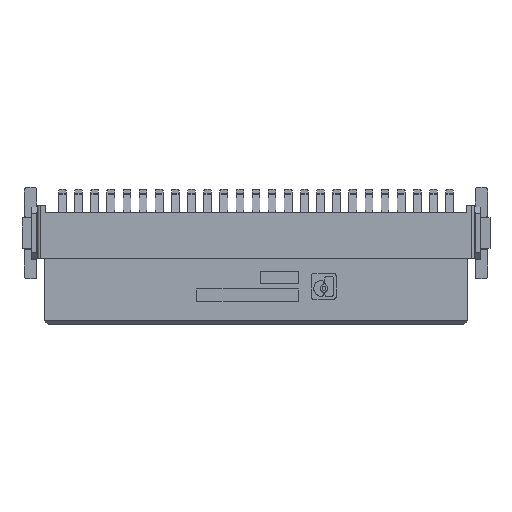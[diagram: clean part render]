
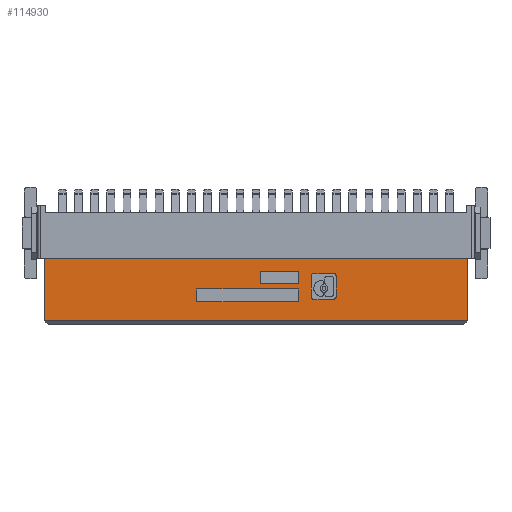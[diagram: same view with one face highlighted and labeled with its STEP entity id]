
A CAD part, top view. The second image highlights one B-rep face of the part: STEP entity #114930.
In plain terms, the highlighted face is planar.
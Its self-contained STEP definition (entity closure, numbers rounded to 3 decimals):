
#17150=CARTESIAN_POINT('',(-16.65,1.5,9.2));
#17160=VERTEX_POINT('',#17150);
#28390=CARTESIAN_POINT('',(16.75,1.5,9.2));
#28400=DIRECTION('',(1.,0.,0.));
#28410=VECTOR('',#28400,1000.);
#28420=LINE('',#28390,#28410);
#28430=CARTESIAN_POINT('',(16.65,1.5,9.2));
#28440=VERTEX_POINT('',#28430);
#28450=EDGE_CURVE('',#17160,#28440,#28420,.T.);
#35890=CARTESIAN_POINT('',(-16.65,1.5,4.3));
#35900=VERTEX_POINT('',#35890);
#35930=CARTESIAN_POINT('',(-16.65,1.5,4.3));
#35940=DIRECTION('',(0.,0.,1.));
#35950=VECTOR('',#35940,1000.);
#35960=LINE('',#35930,#35950);
#35970=EDGE_CURVE('',#35900,#17160,#35960,.T.);
#108840=CARTESIAN_POINT('',(16.65,1.5,4.3));
#108850=VERTEX_POINT('',#108840);
#108880=CARTESIAN_POINT('',(16.75,1.5,4.3));
#108890=DIRECTION('',(-1.,0.,0.));
#108900=VECTOR('',#108890,1000.);
#108910=LINE('',#108880,#108900);
#108920=EDGE_CURVE('',#108850,#35900,#108910,.T.);
#112960=CARTESIAN_POINT('',(16.65,1.5,4.3));
#112970=DIRECTION('',(0.,0.,1.));
#112980=VECTOR('',#112970,1000.);
#112990=LINE('',#112960,#112980);
#113000=EDGE_CURVE('',#108850,#28440,#112990,.T.);
#113200=CARTESIAN_POINT('',(16.75,1.5,4.3));
#113210=DIRECTION('',(0.,1.,0.));
#113220=DIRECTION('',(0.,0.,1.));
#113230=AXIS2_PLACEMENT_3D('',#113200,#113210,#113220);
#113240=PLANE('',#113230);
#113250=ORIENTED_EDGE('',*,*,#35970,.T.);
#113260=ORIENTED_EDGE('',*,*,#108920,.T.);
#113270=ORIENTED_EDGE('',*,*,#113000,.F.);
#113280=ORIENTED_EDGE('',*,*,#28450,.T.);
#113290=EDGE_LOOP('',(#113280,#113270,#113260,#113250));
#113300=FACE_OUTER_BOUND('',#113290,.T.);
#113310=CARTESIAN_POINT('',(4.343,1.5,7.36));
#113320=CARTESIAN_POINT('',(4.343,1.5,7.379));
#113330=CARTESIAN_POINT('',(4.347,1.5,7.397));
#113340=CARTESIAN_POINT('',(4.361,1.5,7.431));
#113350=CARTESIAN_POINT('',(4.371,1.5,7.446));
#113360=CARTESIAN_POINT('',(4.397,1.5,7.472));
#113370=CARTESIAN_POINT('',(4.412,1.5,7.482));
#113380=CARTESIAN_POINT('',(4.445,1.5,7.496));
#113390=CARTESIAN_POINT('',(4.463,1.5,7.5));
#113400=CARTESIAN_POINT('',(4.482,1.5,7.5));
#113410=B_SPLINE_CURVE_WITH_KNOTS('',3,(#113310,#113320,#113330,#113340,
#113350,#113360,#113370,#113380,#113390,#113400),.UNSPECIFIED.,.F.,.F.,(
4,2,2,2,4),(0.,1.,2.,3.,4.),.UNSPECIFIED.);
#113420=CARTESIAN_POINT('',(4.343,1.5,7.36));
#113430=VERTEX_POINT('',#113420);
#113440=CARTESIAN_POINT('',(4.482,1.5,7.5));
#113450=VERTEX_POINT('',#113440);
#113460=EDGE_CURVE('',#113430,#113450,#113410,.T.);
#113470=ORIENTED_EDGE('',*,*,#113460,.F.);
#113480=CARTESIAN_POINT('',(0.,1.5,7.5));
#113490=DIRECTION('',(1.,0.,0.));
#113500=VECTOR('',#113490,1.);
#113510=LINE('',#113480,#113500);
#113520=CARTESIAN_POINT('',(6.162,1.5,7.5));
#113530=VERTEX_POINT('',#113520);
#113540=EDGE_CURVE('',#113450,#113530,#113510,.T.);
#113550=ORIENTED_EDGE('',*,*,#113540,.F.);
#113560=CARTESIAN_POINT('',(6.162,1.5,7.5));
#113570=CARTESIAN_POINT('',(6.18,1.5,7.5));
#113580=CARTESIAN_POINT('',(6.198,1.5,7.496));
#113590=CARTESIAN_POINT('',(6.231,1.5,7.482));
#113600=CARTESIAN_POINT('',(6.247,1.5,7.472));
#113610=CARTESIAN_POINT('',(6.272,1.5,7.446));
#113620=CARTESIAN_POINT('',(6.282,1.5,7.431));
#113630=CARTESIAN_POINT('',(6.296,1.5,7.397));
#113640=CARTESIAN_POINT('',(6.3,1.5,7.379));
#113650=CARTESIAN_POINT('',(6.3,1.5,7.36));
#113660=B_SPLINE_CURVE_WITH_KNOTS('',3,(#113560,#113570,#113580,#113590,
#113600,#113610,#113620,#113630,#113640,#113650),.UNSPECIFIED.,.F.,.F.,(
4,2,2,2,4),(0.,1.,2.,3.,4.),.UNSPECIFIED.);
#113670=CARTESIAN_POINT('',(6.3,1.5,7.36));
#113680=VERTEX_POINT('',#113670);
#113690=EDGE_CURVE('',#113530,#113680,#113660,.T.);
#113700=ORIENTED_EDGE('',*,*,#113690,.F.);
#113710=CARTESIAN_POINT('',(6.3,1.5,0.));
#113720=DIRECTION('',(0.,0.,-1.));
#113730=VECTOR('',#113720,1.);
#113740=LINE('',#113710,#113730);
#113750=CARTESIAN_POINT('',(6.3,1.5,5.64));
#113760=VERTEX_POINT('',#113750);
#113770=EDGE_CURVE('',#113680,#113760,#113740,.T.);
#113780=ORIENTED_EDGE('',*,*,#113770,.F.);
#113790=CARTESIAN_POINT('',(6.3,1.5,5.64));
#113800=CARTESIAN_POINT('',(6.3,1.5,5.621));
#113810=CARTESIAN_POINT('',(6.296,1.5,5.603));
#113820=CARTESIAN_POINT('',(6.282,1.5,5.569));
#113830=CARTESIAN_POINT('',(6.272,1.5,5.554));
#113840=CARTESIAN_POINT('',(6.247,1.5,5.528));
#113850=CARTESIAN_POINT('',(6.231,1.5,5.518));
#113860=CARTESIAN_POINT('',(6.198,1.5,5.504));
#113870=CARTESIAN_POINT('',(6.18,1.5,5.5));
#113880=CARTESIAN_POINT('',(6.162,1.5,5.5));
#113890=B_SPLINE_CURVE_WITH_KNOTS('',3,(#113790,#113800,#113810,#113820,
#113830,#113840,#113850,#113860,#113870,#113880),.UNSPECIFIED.,.F.,.F.,(
4,2,2,2,4),(0.,1.,2.,3.,4.),.UNSPECIFIED.);
#113900=CARTESIAN_POINT('',(6.162,1.5,5.5));
#113910=VERTEX_POINT('',#113900);
#113920=EDGE_CURVE('',#113760,#113910,#113890,.T.);
#113930=ORIENTED_EDGE('',*,*,#113920,.F.);
#113940=CARTESIAN_POINT('',(0.,1.5,5.5));
#113950=DIRECTION('',(-1.,0.,0.));
#113960=VECTOR('',#113950,1.);
#113970=LINE('',#113940,#113960);
#113980=CARTESIAN_POINT('',(4.482,1.5,5.5));
#113990=VERTEX_POINT('',#113980);
#114000=EDGE_CURVE('',#113910,#113990,#113970,.T.);
#114010=ORIENTED_EDGE('',*,*,#114000,.F.);
#114020=CARTESIAN_POINT('',(4.482,1.5,5.5));
#114030=CARTESIAN_POINT('',(4.463,1.5,5.5));
#114040=CARTESIAN_POINT('',(4.445,1.5,5.504));
#114050=CARTESIAN_POINT('',(4.412,1.5,5.518));
#114060=CARTESIAN_POINT('',(4.397,1.5,5.528));
#114070=CARTESIAN_POINT('',(4.371,1.5,5.554));
#114080=CARTESIAN_POINT('',(4.361,1.5,5.569));
#114090=CARTESIAN_POINT('',(4.347,1.5,5.603));
#114100=CARTESIAN_POINT('',(4.343,1.5,5.621));
#114110=CARTESIAN_POINT('',(4.343,1.5,5.64));
#114120=B_SPLINE_CURVE_WITH_KNOTS('',3,(#114020,#114030,#114040,#114050,
#114060,#114070,#114080,#114090,#114100,#114110),.UNSPECIFIED.,.F.,.F.,(
4,2,2,2,4),(0.,1.,2.,3.,4.),.UNSPECIFIED.);
#114130=CARTESIAN_POINT('',(4.343,1.5,5.64));
#114140=VERTEX_POINT('',#114130);
#114150=EDGE_CURVE('',#113990,#114140,#114120,.T.);
#114160=ORIENTED_EDGE('',*,*,#114150,.F.);
#114170=CARTESIAN_POINT('',(4.343,1.5,0.));
#114180=DIRECTION('',(0.,0.,1.));
#114190=VECTOR('',#114180,1.);
#114200=LINE('',#114170,#114190);
#114210=EDGE_CURVE('',#114140,#113430,#114200,.T.);
#114220=ORIENTED_EDGE('',*,*,#114210,.F.);
#114230=EDGE_LOOP('',(#114220,#114160,#114010,#113930,#113780,#113700,
#113550,#113470));
#114240=FACE_BOUND('',#114230,.T.);
#114250=CARTESIAN_POINT('',(3.343,1.5,0.));
#114260=DIRECTION('',(0.,0.,-1.));
#114270=VECTOR('',#114260,1.);
#114280=LINE('',#114250,#114270);
#114290=CARTESIAN_POINT('',(3.343,1.5,6.3));
#114300=VERTEX_POINT('',#114290);
#114310=CARTESIAN_POINT('',(3.343,1.5,5.3));
#114320=VERTEX_POINT('',#114310);
#114330=EDGE_CURVE('',#114300,#114320,#114280,.T.);
#114340=ORIENTED_EDGE('',*,*,#114330,.F.);
#114350=CARTESIAN_POINT('',(0.,1.5,5.3));
#114360=DIRECTION('',(-1.,0.,0.));
#114370=VECTOR('',#114360,1.);
#114380=LINE('',#114350,#114370);
#114390=CARTESIAN_POINT('',(0.343,1.5,5.3));
#114400=VERTEX_POINT('',#114390);
#114410=EDGE_CURVE('',#114320,#114400,#114380,.T.);
#114420=ORIENTED_EDGE('',*,*,#114410,.F.);
#114430=CARTESIAN_POINT('',(0.343,1.5,0.));
#114440=DIRECTION('',(0.,0.,1.));
#114450=VECTOR('',#114440,1.);
#114460=LINE('',#114430,#114450);
#114470=CARTESIAN_POINT('',(0.343,1.5,6.3));
#114480=VERTEX_POINT('',#114470);
#114490=EDGE_CURVE('',#114400,#114480,#114460,.T.);
#114500=ORIENTED_EDGE('',*,*,#114490,.F.);
#114510=CARTESIAN_POINT('',(0.,1.5,6.3));
#114520=DIRECTION('',(1.,0.,0.));
#114530=VECTOR('',#114520,1.);
#114540=LINE('',#114510,#114530);
#114550=EDGE_CURVE('',#114480,#114300,#114540,.T.);
#114560=ORIENTED_EDGE('',*,*,#114550,.F.);
#114570=EDGE_LOOP('',(#114560,#114500,#114420,#114340));
#114580=FACE_BOUND('',#114570,.T.);
#114590=CARTESIAN_POINT('',(-4.657,1.5,0.));
#114600=DIRECTION('',(0.,0.,1.));
#114610=VECTOR('',#114600,1.);
#114620=LINE('',#114590,#114610);
#114630=CARTESIAN_POINT('',(-4.657,1.5,6.7));
#114640=VERTEX_POINT('',#114630);
#114650=CARTESIAN_POINT('',(-4.657,1.5,7.7));
#114660=VERTEX_POINT('',#114650);
#114670=EDGE_CURVE('',#114640,#114660,#114620,.T.);
#114680=ORIENTED_EDGE('',*,*,#114670,.F.);
#114690=CARTESIAN_POINT('',(0.,1.5,7.7));
#114700=DIRECTION('',(1.,0.,0.));
#114710=VECTOR('',#114700,1.);
#114720=LINE('',#114690,#114710);
#114730=CARTESIAN_POINT('',(3.343,1.5,7.7));
#114740=VERTEX_POINT('',#114730);
#114750=EDGE_CURVE('',#114660,#114740,#114720,.T.);
#114760=ORIENTED_EDGE('',*,*,#114750,.F.);
#114770=CARTESIAN_POINT('',(3.343,1.5,0.));
#114780=DIRECTION('',(0.,0.,-1.));
#114790=VECTOR('',#114780,1.);
#114800=LINE('',#114770,#114790);
#114810=CARTESIAN_POINT('',(3.343,1.5,6.7));
#114820=VERTEX_POINT('',#114810);
#114830=EDGE_CURVE('',#114740,#114820,#114800,.T.);
#114840=ORIENTED_EDGE('',*,*,#114830,.F.);
#114850=CARTESIAN_POINT('',(0.,1.5,6.7));
#114860=DIRECTION('',(-1.,0.,0.));
#114870=VECTOR('',#114860,1.);
#114880=LINE('',#114850,#114870);
#114890=EDGE_CURVE('',#114820,#114640,#114880,.T.);
#114900=ORIENTED_EDGE('',*,*,#114890,.F.);
#114910=EDGE_LOOP('',(#114900,#114840,#114760,#114680));
#114920=FACE_BOUND('',#114910,.T.);
#114930=ADVANCED_FACE('',(#113300,#114240,#114580,#114920),#113240,.T.);
